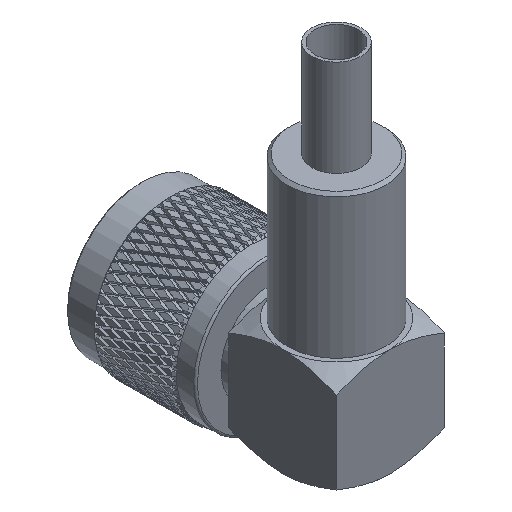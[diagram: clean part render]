
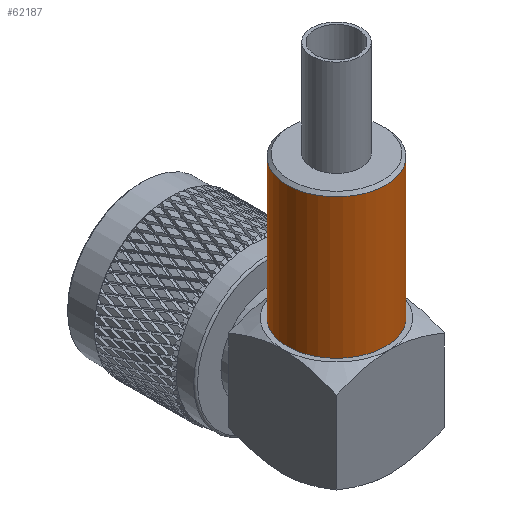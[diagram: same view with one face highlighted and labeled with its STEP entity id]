
A CAD part, isometric view. The second image highlights one B-rep face of the part: STEP entity #62187.
In plain terms, the highlighted cylindrical face has radius 6.5 mm (diameter 13 mm), a full revolution.
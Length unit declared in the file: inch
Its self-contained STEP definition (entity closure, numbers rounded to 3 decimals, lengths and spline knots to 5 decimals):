
#16921 = AXIS2_PLACEMENT_3D ( 'NONE', #172063, #52420, #158092 ) ;
#27061 = CYLINDRICAL_SURFACE ( 'NONE', #16921, 0.25591 ) ;
#32834 = DIRECTION ( 'NONE',  ( 0., 0., 1. ) ) ;
#38730 = EDGE_LOOP ( 'NONE', ( #78664 ) ) ;
#47594 = CARTESIAN_POINT ( 'NONE',  ( 0.3875, -0.6298, 1.005 ) ) ;
#52420 = DIRECTION ( 'NONE',  ( 0., 0., -1. ) ) ;
#55320 = CARTESIAN_POINT ( 'NONE',  ( 0.64341, -0.6298, 0.28 ) ) ;
#56182 = VERTEX_POINT ( 'NONE', #55320 ) ;
#60057 = CIRCLE ( 'NONE', #143668, 0.25591 ) ;
#62187 = ADVANCED_FACE ( 'NONE', ( #158940, #91701 ), #27061, .T. ) ;
#67985 = ORIENTED_EDGE ( 'NONE', *, *, #132274, .T. ) ;
#76870 = EDGE_LOOP ( 'NONE', ( #67985 ) ) ;
#78664 = ORIENTED_EDGE ( 'NONE', *, *, #147648, .T. ) ;
#86073 = DIRECTION ( 'NONE',  ( 1., 0., 0. ) ) ;
#91701 = FACE_OUTER_BOUND ( 'NONE', #76870, .T. ) ;
#108204 = CIRCLE ( 'NONE', #127785, 0.25591 ) ;
#109391 = CARTESIAN_POINT ( 'NONE',  ( 0.64341, -0.6298, 1.005 ) ) ;
#115641 = DIRECTION ( 'NONE',  ( 1., 0., 0. ) ) ;
#127785 = AXIS2_PLACEMENT_3D ( 'NONE', #149841, #32834, #86073 ) ;
#132274 = EDGE_CURVE ( 'NONE', #56182, #56182, #108204, .T. ) ;
#143668 = AXIS2_PLACEMENT_3D ( 'NONE', #47594, #168966, #115641 ) ;
#147648 = EDGE_CURVE ( 'NONE', #160996, #160996, #60057, .T. ) ;
#149841 = CARTESIAN_POINT ( 'NONE',  ( 0.3875, -0.6298, 0.28 ) ) ;
#158092 = DIRECTION ( 'NONE',  ( -1., 0., 0. ) ) ;
#158940 = FACE_OUTER_BOUND ( 'NONE', #38730, .T. ) ;
#160996 = VERTEX_POINT ( 'NONE', #109391 ) ;
#168966 = DIRECTION ( 'NONE',  ( 0., 0., -1. ) ) ;
#172063 = CARTESIAN_POINT ( 'NONE',  ( 0.3875, -0.6298, 1.02 ) ) ;
